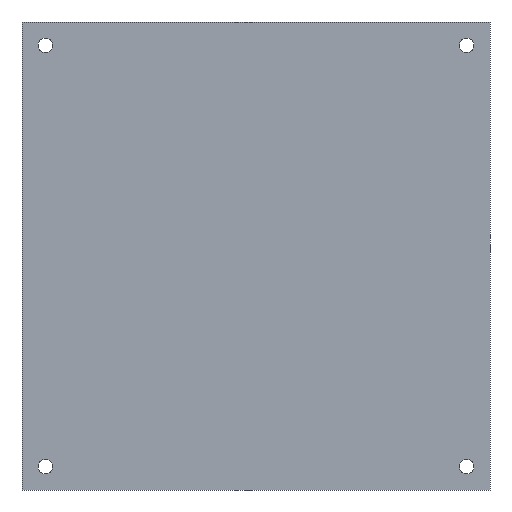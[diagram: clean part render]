
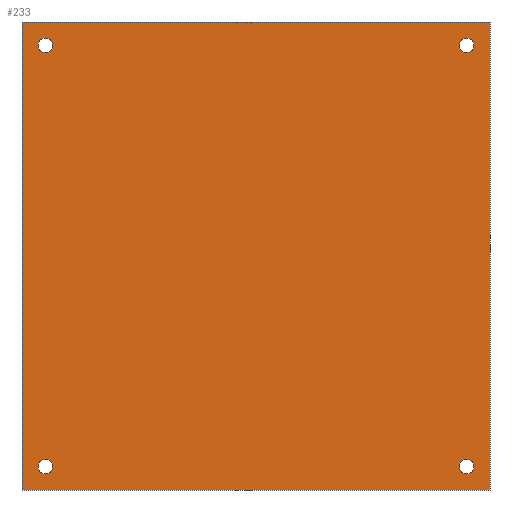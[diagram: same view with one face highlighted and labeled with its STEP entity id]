
A CAD part, front view. The second image highlights one B-rep face of the part: STEP entity #233.
In plain terms, the highlighted planar face has unit normal (0, -1, 0).
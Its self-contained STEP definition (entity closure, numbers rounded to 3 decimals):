
#5 = CIRCLE ( 'NONE', #278, 1.55 ) ;
#11 = CIRCLE ( 'NONE', #72, 1.55 ) ;
#13 = CARTESIAN_POINT ( 'NONE',  ( -45., 0., 43.45 ) ) ;
#28 = DIRECTION ( 'NONE',  ( 0., 0., -1. ) ) ;
#33 = DIRECTION ( 'NONE',  ( 0., 1., 0. ) ) ;
#41 = CARTESIAN_POINT ( 'NONE',  ( -45., 0., -45. ) ) ;
#42 = CARTESIAN_POINT ( 'NONE',  ( 45., 0., 46.55 ) ) ;
#47 = CARTESIAN_POINT ( 'NONE',  ( -45., 0., 46.55 ) ) ;
#63 = CARTESIAN_POINT ( 'NONE',  ( -50., 0., 50. ) ) ;
#69 = EDGE_CURVE ( 'NONE', #164, #130, #379, .T. ) ;
#70 = CARTESIAN_POINT ( 'NONE',  ( 45., 0., 45. ) ) ;
#71 = ORIENTED_EDGE ( 'NONE', *, *, #69, .F. ) ;
#72 = AXIS2_PLACEMENT_3D ( 'NONE', #70, #33, #180 ) ;
#73 = CARTESIAN_POINT ( 'NONE',  ( -50., 0., -50. ) ) ;
#75 = CARTESIAN_POINT ( 'NONE',  ( 0., 0., 0. ) ) ;
#83 = VECTOR ( 'NONE', #252, 1000. ) ;
#88 = EDGE_CURVE ( 'NONE', #292, #286, #436, .T. ) ;
#89 = DIRECTION ( 'NONE',  ( 0., 0., -1. ) ) ;
#90 = ORIENTED_EDGE ( 'NONE', *, *, #139, .T. ) ;
#92 = EDGE_LOOP ( 'NONE', ( #238, #125 ) ) ;
#104 = ORIENTED_EDGE ( 'NONE', *, *, #403, .T. ) ;
#119 = ORIENTED_EDGE ( 'NONE', *, *, #155, .F. ) ;
#125 = ORIENTED_EDGE ( 'NONE', *, *, #88, .T. ) ;
#127 = CARTESIAN_POINT ( 'NONE',  ( 45., 0., 45. ) ) ;
#130 = VERTEX_POINT ( 'NONE', #301 ) ;
#131 = CARTESIAN_POINT ( 'NONE',  ( -45., 0., -45. ) ) ;
#134 = AXIS2_PLACEMENT_3D ( 'NONE', #415, #449, #249 ) ;
#138 = VERTEX_POINT ( 'NONE', #234 ) ;
#139 = EDGE_CURVE ( 'NONE', #244, #138, #463, .T. ) ;
#141 = DIRECTION ( 'NONE',  ( 0., 0., 1. ) ) ;
#148 = FACE_OUTER_BOUND ( 'NONE', #280, .T. ) ;
#151 = CIRCLE ( 'NONE', #224, 1.55 ) ;
#154 = DIRECTION ( 'NONE',  ( -1., 0., 0. ) ) ;
#155 = EDGE_CURVE ( 'NONE', #483, #164, #306, .T. ) ;
#157 = AXIS2_PLACEMENT_3D ( 'NONE', #418, #458, #455 ) ;
#160 = VERTEX_POINT ( 'NONE', #42 ) ;
#164 = VERTEX_POINT ( 'NONE', #264 ) ;
#172 = VECTOR ( 'NONE', #447, 1000. ) ;
#180 = DIRECTION ( 'NONE',  ( 0., 0., -1. ) ) ;
#182 = CARTESIAN_POINT ( 'NONE',  ( 50., 0., -50. ) ) ;
#183 = CARTESIAN_POINT ( 'NONE',  ( -45., 0., 45. ) ) ;
#187 = VECTOR ( 'NONE', #154, 1000. ) ;
#192 = AXIS2_PLACEMENT_3D ( 'NONE', #131, #380, #28 ) ;
#195 = FACE_BOUND ( 'NONE', #250, .T. ) ;
#198 = EDGE_LOOP ( 'NONE', ( #407, #90 ) ) ;
#208 = AXIS2_PLACEMENT_3D ( 'NONE', #75, #228, #387 ) ;
#224 = AXIS2_PLACEMENT_3D ( 'NONE', #284, #362, #318 ) ;
#228 = DIRECTION ( 'NONE',  ( 0., -1., 0. ) ) ;
#233 = ADVANCED_FACE ( 'NONE', ( #195, #354, #148, #462, #300 ), #460, .T. ) ;
#234 = CARTESIAN_POINT ( 'NONE',  ( -45., 0., -46.55 ) ) ;
#238 = ORIENTED_EDGE ( 'NONE', *, *, #425, .T. ) ;
#244 = VERTEX_POINT ( 'NONE', #482 ) ;
#249 = DIRECTION ( 'NONE',  ( 0., 0., 1. ) ) ;
#250 = EDGE_LOOP ( 'NONE', ( #320, #104 ) ) ;
#252 = DIRECTION ( 'NONE',  ( 0., 0., 1. ) ) ;
#258 = EDGE_CURVE ( 'NONE', #442, #398, #151, .T. ) ;
#264 = CARTESIAN_POINT ( 'NONE',  ( -50., 0., -50. ) ) ;
#278 = AXIS2_PLACEMENT_3D ( 'NONE', #127, #469, #89 ) ;
#280 = EDGE_LOOP ( 'NONE', ( #400, #480, #71, #119 ) ) ;
#284 = CARTESIAN_POINT ( 'NONE',  ( 45., 0., -45. ) ) ;
#286 = VERTEX_POINT ( 'NONE', #13 ) ;
#287 = CARTESIAN_POINT ( 'NONE',  ( 45., 0., -46.55 ) ) ;
#292 = VERTEX_POINT ( 'NONE', #47 ) ;
#298 = CARTESIAN_POINT ( 'NONE',  ( 50., 0., 50. ) ) ;
#300 = FACE_BOUND ( 'NONE', #198, .T. ) ;
#301 = CARTESIAN_POINT ( 'NONE',  ( -50., 0., 50. ) ) ;
#306 = LINE ( 'NONE', #73, #187 ) ;
#308 = EDGE_CURVE ( 'NONE', #160, #361, #5, .T. ) ;
#311 = CIRCLE ( 'NONE', #157, 1.55 ) ;
#315 = LINE ( 'NONE', #405, #366 ) ;
#318 = DIRECTION ( 'NONE',  ( 0., 0., 1. ) ) ;
#320 = ORIENTED_EDGE ( 'NONE', *, *, #258, .T. ) ;
#321 = AXIS2_PLACEMENT_3D ( 'NONE', #183, #494, #141 ) ;
#322 = AXIS2_PLACEMENT_3D ( 'NONE', #41, #422, #392 ) ;
#324 = ORIENTED_EDGE ( 'NONE', *, *, #308, .T. ) ;
#331 = CARTESIAN_POINT ( 'NONE',  ( -50., 0., 50. ) ) ;
#333 = EDGE_CURVE ( 'NONE', #419, #483, #315, .T. ) ;
#339 = ORIENTED_EDGE ( 'NONE', *, *, #420, .T. ) ;
#354 = FACE_BOUND ( 'NONE', #92, .T. ) ;
#355 = CIRCLE ( 'NONE', #134, 1.55 ) ;
#361 = VERTEX_POINT ( 'NONE', #370 ) ;
#362 = DIRECTION ( 'NONE',  ( 0., 1., 0. ) ) ;
#366 = VECTOR ( 'NONE', #472, 1000. ) ;
#370 = CARTESIAN_POINT ( 'NONE',  ( 45., 0., 43.45 ) ) ;
#375 = CARTESIAN_POINT ( 'NONE',  ( 45., 0., -43.45 ) ) ;
#379 = LINE ( 'NONE', #63, #83 ) ;
#380 = DIRECTION ( 'NONE',  ( 0., 1., 0. ) ) ;
#386 = EDGE_CURVE ( 'NONE', #138, #244, #496, .T. ) ;
#387 = DIRECTION ( 'NONE',  ( 0., 0., -1. ) ) ;
#392 = DIRECTION ( 'NONE',  ( 0., 0., -1. ) ) ;
#398 = VERTEX_POINT ( 'NONE', #375 ) ;
#400 = ORIENTED_EDGE ( 'NONE', *, *, #333, .F. ) ;
#403 = EDGE_CURVE ( 'NONE', #398, #442, #311, .T. ) ;
#405 = CARTESIAN_POINT ( 'NONE',  ( 50., 0., 50. ) ) ;
#407 = ORIENTED_EDGE ( 'NONE', *, *, #386, .T. ) ;
#412 = LINE ( 'NONE', #331, #172 ) ;
#414 = EDGE_LOOP ( 'NONE', ( #339, #324 ) ) ;
#415 = CARTESIAN_POINT ( 'NONE',  ( -45., 0., 45. ) ) ;
#418 = CARTESIAN_POINT ( 'NONE',  ( 45., 0., -45. ) ) ;
#419 = VERTEX_POINT ( 'NONE', #298 ) ;
#420 = EDGE_CURVE ( 'NONE', #361, #160, #11, .T. ) ;
#422 = DIRECTION ( 'NONE',  ( 0., 1., 0. ) ) ;
#425 = EDGE_CURVE ( 'NONE', #286, #292, #355, .T. ) ;
#436 = CIRCLE ( 'NONE', #321, 1.55 ) ;
#442 = VERTEX_POINT ( 'NONE', #287 ) ;
#447 = DIRECTION ( 'NONE',  ( 1., 0., 0. ) ) ;
#449 = DIRECTION ( 'NONE',  ( 0., 1., 0. ) ) ;
#454 = EDGE_CURVE ( 'NONE', #130, #419, #412, .T. ) ;
#455 = DIRECTION ( 'NONE',  ( 0., 0., 1. ) ) ;
#458 = DIRECTION ( 'NONE',  ( 0., 1., 0. ) ) ;
#460 = PLANE ( 'NONE',  #208 ) ;
#462 = FACE_BOUND ( 'NONE', #414, .T. ) ;
#463 = CIRCLE ( 'NONE', #322, 1.55 ) ;
#469 = DIRECTION ( 'NONE',  ( 0., 1., 0. ) ) ;
#472 = DIRECTION ( 'NONE',  ( 0., 0., -1. ) ) ;
#480 = ORIENTED_EDGE ( 'NONE', *, *, #454, .F. ) ;
#482 = CARTESIAN_POINT ( 'NONE',  ( -45., 0., -43.45 ) ) ;
#483 = VERTEX_POINT ( 'NONE', #182 ) ;
#494 = DIRECTION ( 'NONE',  ( 0., 1., 0. ) ) ;
#496 = CIRCLE ( 'NONE', #192, 1.55 ) ;
